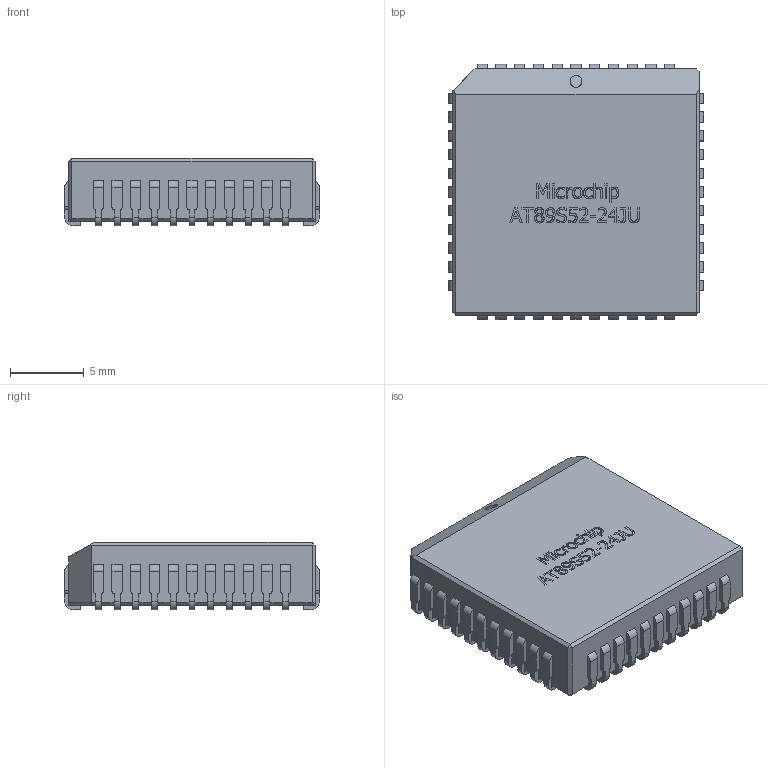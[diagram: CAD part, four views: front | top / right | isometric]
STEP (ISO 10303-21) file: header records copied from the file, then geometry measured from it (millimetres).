
FILE_DESCRIPTION( ( '' ), ' ' );
FILE_NAME( '5b98c6a797ccef105a449eb7.step', '2018-09-12T07:56:24', ( '' ), ( '' ), ' ', ' ', ' ' );
FILE_SCHEMA( ( 'AUTOMOTIVE_DESIGN { 1 0 10303 214 1 1 1 1 }' ) );
Length unit declared in the file: metre
Products named in the file (68): Open CASCADE STEP translator 6.8 3; Open CASCADE STEP translator 6.8 2; Open CASCADE STEP translator 6.8 1
Bounding box: 17.3 x 17.3 x 4.61 mm (x, y, z)
Volume: 1203.8 mm3; surface area: 1117.6 mm2
Topology: 68 solids, 68 shells, 1062 faces, 3029 edges, 2014 vertices
Faces by surface type: plane 690, cylinder 230, extrusion 138, sphere 2, bspline 2
Full cylindrical faces by diameter (mm): 0.8 x1
Entity records: 60141 total; most frequent: CARTESIAN_POINT 8179, ORIENTED_EDGE 6042, DIRECTION 5304, STYLED_ITEM 4083, PRESENTATION_STYLE_ASSIGNMENT 4083, COLOUR_RGB 4083, EDGE_CURVE 3021, CURVE_STYLE 3021
